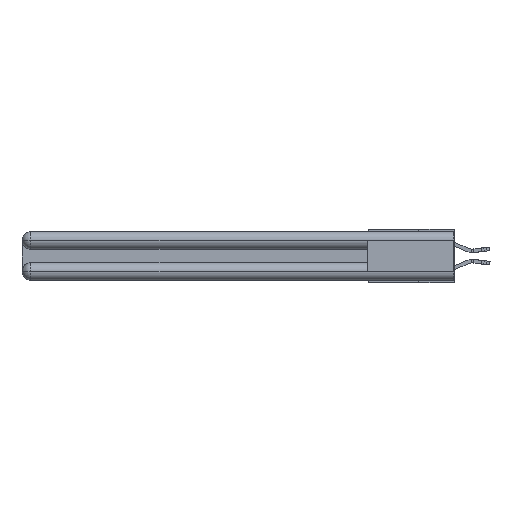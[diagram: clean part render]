
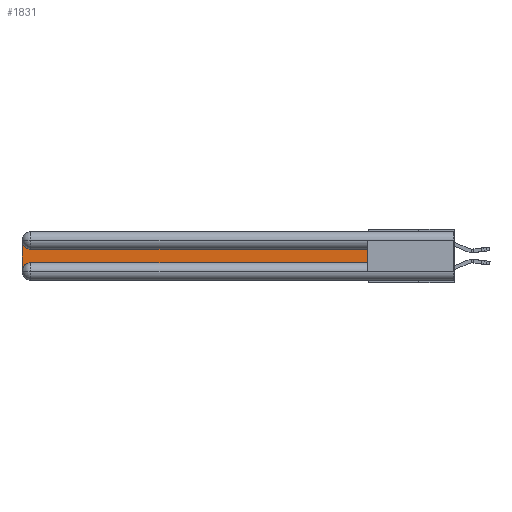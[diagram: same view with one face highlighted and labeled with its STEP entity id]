
A CAD part, left-side view. The second image highlights one B-rep face of the part: STEP entity #1831.
In plain terms, the highlighted planar face has unit normal (-1, 0, 0).
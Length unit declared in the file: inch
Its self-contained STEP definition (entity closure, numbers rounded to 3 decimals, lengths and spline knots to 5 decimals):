
#457 = CARTESIAN_POINT ( 'NONE',  ( 0.075, 0.6, -0.2175 ) ) ;
#1585 = EDGE_CURVE ( 'NONE', #23672, #30655, #30122, .T. ) ;
#1598 = VECTOR ( 'NONE', #5323, 39.37008 ) ;
#1831 = ADVANCED_FACE ( 'NONE', ( #4223 ), #11455, .F. ) ;
#1926 = DIRECTION ( 'NONE',  ( 0., 0., -1. ) ) ;
#3147 = DIRECTION ( 'NONE',  ( 0., 1., 0. ) ) ;
#3359 = LINE ( 'NONE', #17438, #10465 ) ;
#4223 = FACE_OUTER_BOUND ( 'NONE', #29154, .T. ) ;
#5029 = CARTESIAN_POINT ( 'NONE',  ( 0.075, 2.94, -0.2175 ) ) ;
#5323 = DIRECTION ( 'NONE',  ( 0., 0., -1. ) ) ;
#6750 = DIRECTION ( 'NONE',  ( 1., 0., 0. ) ) ;
#7033 = EDGE_CURVE ( 'NONE', #29885, #25360, #25696, .T. ) ;
#7595 = CARTESIAN_POINT ( 'NONE',  ( 0.075, 3., -0.2175 ) ) ;
#8707 = VECTOR ( 'NONE', #28464, 39.37008 ) ;
#8922 = ORIENTED_EDGE ( 'NONE', *, *, #22078, .T. ) ;
#10465 = VECTOR ( 'NONE', #3147, 39.37008 ) ;
#10857 = CIRCLE ( 'NONE', #13547, 0.06 ) ;
#10910 = CARTESIAN_POINT ( 'NONE',  ( 0.075, 2.94, -0.2775 ) ) ;
#10985 = EDGE_CURVE ( 'NONE', #25360, #13503, #21803, .T. ) ;
#11252 = CARTESIAN_POINT ( 'NONE',  ( 0.075, 0.6, -0.1225 ) ) ;
#11455 = PLANE ( 'NONE',  #20982 ) ;
#12130 = ORIENTED_EDGE ( 'NONE', *, *, #1585, .T. ) ;
#12320 = DIRECTION ( 'NONE',  ( 0., -1., 0. ) ) ;
#12342 = CARTESIAN_POINT ( 'NONE',  ( 0.075, 3., -0.0625 ) ) ;
#12415 = CARTESIAN_POINT ( 'NONE',  ( 0.075, 3., -0.2775 ) ) ;
#12710 = EDGE_CURVE ( 'NONE', #17280, #23672, #10857, .T. ) ;
#13289 = DIRECTION ( 'NONE',  ( 1., 0., 0. ) ) ;
#13503 = VERTEX_POINT ( 'NONE', #11252 ) ;
#13547 = AXIS2_PLACEMENT_3D ( 'NONE', #13953, #6750, #1926 ) ;
#13574 = CARTESIAN_POINT ( 'NONE',  ( 0.075, 0.6, -0.2175 ) ) ;
#13953 = CARTESIAN_POINT ( 'NONE',  ( 0.075, 2.94, -0.0625 ) ) ;
#17280 = VERTEX_POINT ( 'NONE', #23964 ) ;
#17438 = CARTESIAN_POINT ( 'NONE',  ( 0.075, 0.6, -0.1225 ) ) ;
#17699 = ORIENTED_EDGE ( 'NONE', *, *, #10985, .T. ) ;
#18849 = DIRECTION ( 'NONE',  ( 1., 0., 0. ) ) ;
#18904 = CARTESIAN_POINT ( 'NONE',  ( 0.075, 0.6, -0.2175 ) ) ;
#20982 = AXIS2_PLACEMENT_3D ( 'NONE', #23695, #18849, #28001 ) ;
#21056 = AXIS2_PLACEMENT_3D ( 'NONE', #10910, #13289, #30082 ) ;
#21803 = LINE ( 'NONE', #18904, #8707 ) ;
#22078 = EDGE_CURVE ( 'NONE', #13503, #17280, #3359, .T. ) ;
#23670 = ORIENTED_EDGE ( 'NONE', *, *, #29330, .T. ) ;
#23672 = VERTEX_POINT ( 'NONE', #12342 ) ;
#23695 = CARTESIAN_POINT ( 'NONE',  ( 0.075, 3., -0.1225 ) ) ;
#23964 = CARTESIAN_POINT ( 'NONE',  ( 0.075, 2.94, -0.1225 ) ) ;
#25360 = VERTEX_POINT ( 'NONE', #13574 ) ;
#25498 = CIRCLE ( 'NONE', #21056, 0.06 ) ;
#25696 = LINE ( 'NONE', #457, #29063 ) ;
#25714 = ORIENTED_EDGE ( 'NONE', *, *, #7033, .T. ) ;
#28001 = DIRECTION ( 'NONE',  ( 0., 0., -1. ) ) ;
#28132 = ORIENTED_EDGE ( 'NONE', *, *, #12710, .T. ) ;
#28464 = DIRECTION ( 'NONE',  ( 0., 0., 1. ) ) ;
#29063 = VECTOR ( 'NONE', #12320, 39.37008 ) ;
#29154 = EDGE_LOOP ( 'NONE', ( #8922, #28132, #12130, #23670, #25714, #17699 ) ) ;
#29330 = EDGE_CURVE ( 'NONE', #30655, #29885, #25498, .T. ) ;
#29885 = VERTEX_POINT ( 'NONE', #5029 ) ;
#30082 = DIRECTION ( 'NONE',  ( 0., 0., -1. ) ) ;
#30122 = LINE ( 'NONE', #7595, #1598 ) ;
#30655 = VERTEX_POINT ( 'NONE', #12415 ) ;
